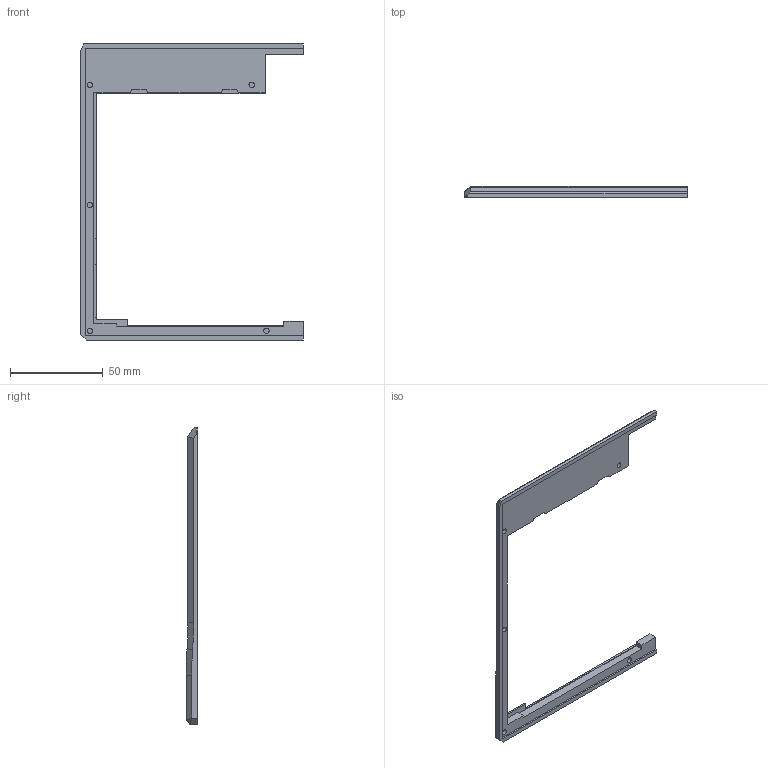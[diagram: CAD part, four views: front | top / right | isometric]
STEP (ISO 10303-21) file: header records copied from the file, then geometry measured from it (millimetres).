
FILE_DESCRIPTION(/* description */ (''),/* implementation_level */ '2;1');
FILE_NAME(/* name */ '5THFinalAttemptLeft.stp',/* time_stamp */ '2022-10-28T15:38:37+01:00',/* author */ ('benka'),/* organization */ (''),/* preprocessor_version */ 'ST-DEVELOPER v18.1',/* originating_system */ 'Autodesk Inventor 2022',/* authorisation */ '');
FILE_SCHEMA (('CONFIG_CONTROL_DESIGN'));
Length unit declared in the file: millimetre
Products named in the file (1): Bezel
Bounding box: 120 x 6.33 x 159.53 mm (x, y, z)
Volume: 19992.2 mm3; surface area: 13534.4 mm2
Topology: 1 solids, 1 shells, 74 faces, 190 edges, 123 vertices
Faces by surface type: plane 57, cylinder 11, cone 4, bspline 2
Full cylindrical faces by diameter (mm): 2.9 x5
Entity records: 2319 total; most frequent: CARTESIAN_POINT 414, ORIENTED_EDGE 380, DIRECTION 358, EDGE_CURVE 190, LINE 160, VECTOR 160, VERTEX_POINT 123, AXIS2_PLACEMENT_3D 99
